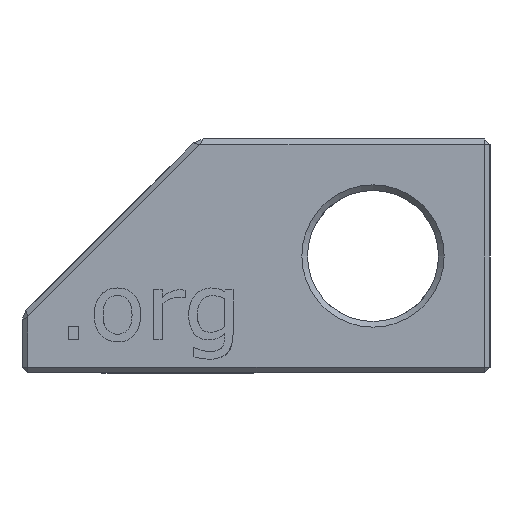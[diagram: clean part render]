
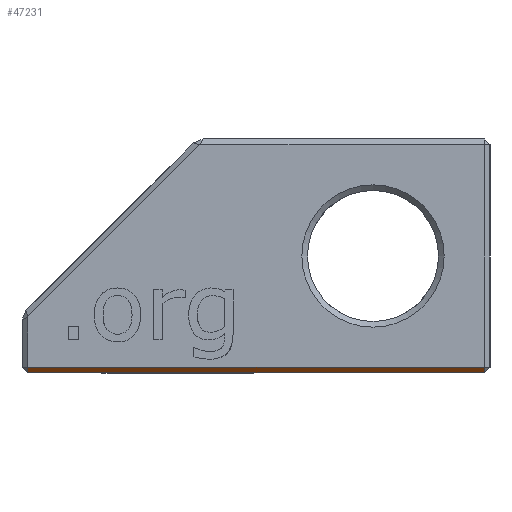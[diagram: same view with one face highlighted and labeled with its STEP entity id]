
A CAD part, left-side view. The second image highlights one B-rep face of the part: STEP entity #47231.
In plain terms, the highlighted planar face has unit normal (-0.707, 0, -0.707).
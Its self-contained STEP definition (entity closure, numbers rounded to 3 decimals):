
#3596 = PLANE('',#3597);
#3597 = AXIS2_PLACEMENT_3D('',#3598,#3599,#3600);
#3598 = CARTESIAN_POINT('',(-12.5,12.5,0.));
#3599 = DIRECTION('',(0.,0.,-1.));
#3600 = DIRECTION('',(-1.,0.,0.));
#19288 = VERTEX_POINT('',#19289);
#19289 = CARTESIAN_POINT('',(-24.7,-5.95,0.));
#19310 = EDGE_CURVE('',#19311,#19288,#19313,.T.);
#19311 = VERTEX_POINT('',#19312);
#19312 = CARTESIAN_POINT('',(-24.7,18.45,0.));
#19313 = SURFACE_CURVE('',#19314,(#19318,#19325),.PCURVE_S1.);
#19314 = LINE('',#19315,#19316);
#19315 = CARTESIAN_POINT('',(-24.7,9.375,0.));
#19316 = VECTOR('',#19317,1.);
#19317 = DIRECTION('',(0.,-1.,0.));
#19318 = PCURVE('',#3596,#19319);
#19319 = DEFINITIONAL_REPRESENTATION('',(#19320),#19324);
#19320 = LINE('',#19321,#19322);
#19321 = CARTESIAN_POINT('',(12.2,-3.125));
#19322 = VECTOR('',#19323,1.);
#19323 = DIRECTION('',(0.,-1.));
#19324 = ( GEOMETRIC_REPRESENTATION_CONTEXT(2) 
PARAMETRIC_REPRESENTATION_CONTEXT() REPRESENTATION_CONTEXT('2D SPACE',''
  ) );
#19325 = PCURVE('',#19326,#19331);
#19326 = PLANE('',#19327);
#19327 = AXIS2_PLACEMENT_3D('',#19328,#19329,#19330);
#19328 = CARTESIAN_POINT('',(-24.85,9.375,0.15));
#19329 = DIRECTION('',(-0.707,0.,-0.707));
#19330 = DIRECTION('',(0.,-1.,0.));
#19331 = DEFINITIONAL_REPRESENTATION('',(#19332),#19336);
#19332 = LINE('',#19333,#19334);
#19333 = CARTESIAN_POINT('',(-0.,-0.212));
#19334 = VECTOR('',#19335,1.);
#19335 = DIRECTION('',(1.,0.));
#19336 = ( GEOMETRIC_REPRESENTATION_CONTEXT(2) 
PARAMETRIC_REPRESENTATION_CONTEXT() REPRESENTATION_CONTEXT('2D SPACE',''
  ) );
#30399 = PLANE('',#30400);
#30400 = AXIS2_PLACEMENT_3D('',#30401,#30402,#30403);
#30401 = CARTESIAN_POINT('',(-25.,6.25,0.));
#30402 = DIRECTION('',(1.,0.,0.));
#30403 = DIRECTION('',(0.,1.,0.));
#31576 = PLANE('',#31577);
#31577 = AXIS2_PLACEMENT_3D('',#31578,#31579,#31580);
#31578 = CARTESIAN_POINT('',(-24.7,-6.25,0.3));
#31579 = DIRECTION('',(-0.577,-0.577,-0.577));
#31580 = DIRECTION('',(0.707,-0.707,0.
    ));
#31616 = VERTEX_POINT('',#31617);
#31617 = CARTESIAN_POINT('',(-25.,-5.95,0.3));
#47231 = ADVANCED_FACE('',(#47232),#19326,.T.);
#47232 = FACE_BOUND('',#47233,.T.);
#47233 = EDGE_LOOP('',(#47234,#47262,#47263,#47284));
#47234 = ORIENTED_EDGE('',*,*,#47235,.T.);
#47235 = EDGE_CURVE('',#47236,#19311,#47238,.T.);
#47236 = VERTEX_POINT('',#47237);
#47237 = CARTESIAN_POINT('',(-25.,18.45,0.3));
#47238 = SURFACE_CURVE('',#47239,(#47243,#47250),.PCURVE_S1.);
#47239 = LINE('',#47240,#47241);
#47240 = CARTESIAN_POINT('',(-25.,18.45,0.3));
#47241 = VECTOR('',#47242,1.);
#47242 = DIRECTION('',(0.707,0.,-0.707));
#47243 = PCURVE('',#19326,#47244);
#47244 = DEFINITIONAL_REPRESENTATION('',(#47245),#47249);
#47245 = LINE('',#47246,#47247);
#47246 = CARTESIAN_POINT('',(-9.075,0.212));
#47247 = VECTOR('',#47248,1.);
#47248 = DIRECTION('',(0.,-1.));
#47249 = ( GEOMETRIC_REPRESENTATION_CONTEXT(2) 
PARAMETRIC_REPRESENTATION_CONTEXT() REPRESENTATION_CONTEXT('2D SPACE',''
  ) );
#47250 = PCURVE('',#47251,#47256);
#47251 = PLANE('',#47252);
#47252 = AXIS2_PLACEMENT_3D('',#47253,#47254,#47255);
#47253 = CARTESIAN_POINT('',(-25.,18.45,0.3));
#47254 = DIRECTION('',(-0.577,0.577,-0.577));
#47255 = DIRECTION('',(-0.707,-0.707,
    0.));
#47256 = DEFINITIONAL_REPRESENTATION('',(#47257),#47261);
#47257 = LINE('',#47258,#47259);
#47258 = CARTESIAN_POINT('',(0.,0.));
#47259 = VECTOR('',#47260,1.);
#47260 = DIRECTION('',(-0.5,-0.866));
#47261 = ( GEOMETRIC_REPRESENTATION_CONTEXT(2) 
PARAMETRIC_REPRESENTATION_CONTEXT() REPRESENTATION_CONTEXT('2D SPACE',''
  ) );
#47262 = ORIENTED_EDGE('',*,*,#19310,.T.);
#47263 = ORIENTED_EDGE('',*,*,#47264,.T.);
#47264 = EDGE_CURVE('',#19288,#31616,#47265,.T.);
#47265 = SURFACE_CURVE('',#47266,(#47270,#47277),.PCURVE_S1.);
#47266 = LINE('',#47267,#47268);
#47267 = CARTESIAN_POINT('',(-24.7,-5.95,0.));
#47268 = VECTOR('',#47269,1.);
#47269 = DIRECTION('',(-0.707,0.,0.707));
#47270 = PCURVE('',#19326,#47271);
#47271 = DEFINITIONAL_REPRESENTATION('',(#47272),#47276);
#47272 = LINE('',#47273,#47274);
#47273 = CARTESIAN_POINT('',(15.325,-0.212));
#47274 = VECTOR('',#47275,1.);
#47275 = DIRECTION('',(0.,1.));
#47276 = ( GEOMETRIC_REPRESENTATION_CONTEXT(2) 
PARAMETRIC_REPRESENTATION_CONTEXT() REPRESENTATION_CONTEXT('2D SPACE',''
  ) );
#47277 = PCURVE('',#31576,#47278);
#47278 = DEFINITIONAL_REPRESENTATION('',(#47279),#47283);
#47279 = LINE('',#47280,#47281);
#47280 = CARTESIAN_POINT('',(-0.212,-0.367));
#47281 = VECTOR('',#47282,1.);
#47282 = DIRECTION('',(-0.5,0.866));
#47283 = ( GEOMETRIC_REPRESENTATION_CONTEXT(2) 
PARAMETRIC_REPRESENTATION_CONTEXT() REPRESENTATION_CONTEXT('2D SPACE',''
  ) );
#47284 = ORIENTED_EDGE('',*,*,#47285,.T.);
#47285 = EDGE_CURVE('',#31616,#47236,#47286,.T.);
#47286 = SURFACE_CURVE('',#47287,(#47291,#47298),.PCURVE_S1.);
#47287 = LINE('',#47288,#47289);
#47288 = CARTESIAN_POINT('',(-25.,9.375,0.3));
#47289 = VECTOR('',#47290,1.);
#47290 = DIRECTION('',(0.,1.,0.));
#47291 = PCURVE('',#19326,#47292);
#47292 = DEFINITIONAL_REPRESENTATION('',(#47293),#47297);
#47293 = LINE('',#47294,#47295);
#47294 = CARTESIAN_POINT('',(0.,0.212));
#47295 = VECTOR('',#47296,1.);
#47296 = DIRECTION('',(-1.,0.));
#47297 = ( GEOMETRIC_REPRESENTATION_CONTEXT(2) 
PARAMETRIC_REPRESENTATION_CONTEXT() REPRESENTATION_CONTEXT('2D SPACE',''
  ) );
#47298 = PCURVE('',#30399,#47299);
#47299 = DEFINITIONAL_REPRESENTATION('',(#47300),#47304);
#47300 = LINE('',#47301,#47302);
#47301 = CARTESIAN_POINT('',(3.125,0.3));
#47302 = VECTOR('',#47303,1.);
#47303 = DIRECTION('',(1.,0.));
#47304 = ( GEOMETRIC_REPRESENTATION_CONTEXT(2) 
PARAMETRIC_REPRESENTATION_CONTEXT() REPRESENTATION_CONTEXT('2D SPACE',''
  ) );
